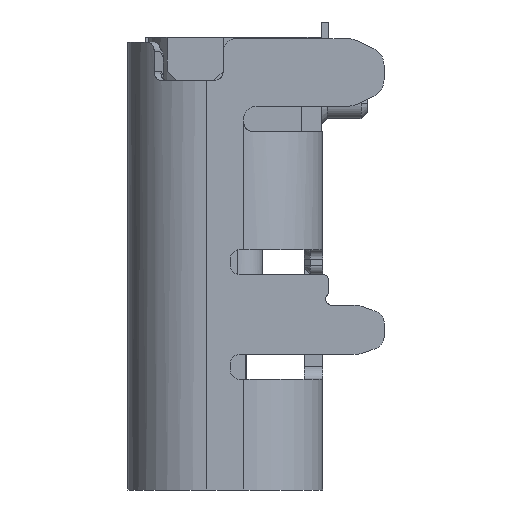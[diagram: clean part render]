
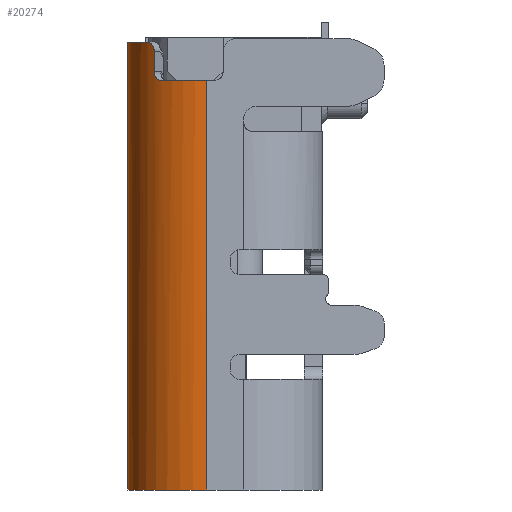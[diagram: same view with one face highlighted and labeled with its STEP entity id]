
A CAD part, left-side view. The second image highlights one B-rep face of the part: STEP entity #20274.
In plain terms, the highlighted cylindrical face has radius 1.28 mm (diameter 2.56 mm), a partial arc.
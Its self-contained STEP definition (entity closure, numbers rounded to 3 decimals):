
#13907=CARTESIAN_POINT('',(7.31,0.3,
-3.633));
#13908=DIRECTION('',(0.,0.,-1.));
#13909=DIRECTION('',(-0.657,0.754,0.));
#13910=AXIS2_PLACEMENT_3D('',#13907,#13908,#13909);
#13919=DIRECTION('',(0.,0.,1.));
#13920=VECTOR('',#13919,7.275);
#13921=CARTESIAN_POINT('',(7.31,1.58,
-10.908));
#13922=LINE('',#13921,#13920);
#13923=CARTESIAN_POINT('',(6.357,1.155,
-4.108));
#13924=CARTESIAN_POINT('',(6.357,1.155,
-4.123));
#13925=CARTESIAN_POINT('',(6.354,1.152,
-4.153));
#13926=CARTESIAN_POINT('',(6.34,1.135,
-4.197));
#13927=CARTESIAN_POINT('',(6.318,1.109,
-4.231));
#13928=CARTESIAN_POINT('',(6.29,1.074,
-4.253));
#13929=CARTESIAN_POINT('',(6.272,1.049,
-4.258));
#13930=CARTESIAN_POINT('',(6.263,1.036,
-4.258));
#13932=CARTESIAN_POINT('',(6.469,1.265,
-3.633));
#13933=CARTESIAN_POINT('',(6.456,1.253,
-3.633));
#13934=CARTESIAN_POINT('',(6.432,1.231,
-3.638));
#13935=CARTESIAN_POINT('',(6.399,1.2,
-3.66));
#13936=CARTESIAN_POINT('',(6.375,1.175,
-3.694));
#13937=CARTESIAN_POINT('',(6.361,1.158,
-3.737));
#13938=CARTESIAN_POINT('',(6.357,1.155,
-3.767));
#13939=CARTESIAN_POINT('',(6.357,1.155,
-3.783));
#13992=CARTESIAN_POINT('',(7.31,0.3,
-10.908));
#13993=DIRECTION('',(0.,0.,-1.));
#13994=DIRECTION('',(-1.,0.,0.));
#13995=AXIS2_PLACEMENT_3D('',#13992,#13993,#13994);
#14899=CARTESIAN_POINT('',(7.31,0.3,
-4.258));
#14900=DIRECTION('',(0.,0.,-1.));
#14901=DIRECTION('',(-1.,0.,0.));
#14902=AXIS2_PLACEMENT_3D('',#14899,#14900,#14901);
#15629=DIRECTION('',(0.,0.,-1.));
#15630=VECTOR('',#15629,6.65);
#15631=CARTESIAN_POINT('',(6.03,0.3,
-4.258));
#15632=LINE('',#15631,#15630);
#16630=DIRECTION('',(0.,0.,1.));
#16631=VECTOR('',#16630,0.325);
#16632=CARTESIAN_POINT('',(6.357,1.155,
-4.108));
#16633=LINE('',#16632,#16631);
#18383=CARTESIAN_POINT('',(7.31,1.58,
-3.633));
#18384=VERTEX_POINT('',#18383);
#18385=CARTESIAN_POINT('',(7.31,1.58,
-10.908));
#18386=VERTEX_POINT('',#18385);
#18885=CARTESIAN_POINT('',(6.03,0.3,
-10.908));
#18886=VERTEX_POINT('',#18885);
#18911=CARTESIAN_POINT('',(6.469,1.265,
-3.633));
#18912=VERTEX_POINT('',#18911);
#18913=VERTEX_POINT('',#13939);
#18914=CARTESIAN_POINT('',(6.357,1.155,
-4.108));
#18915=VERTEX_POINT('',#18914);
#18916=VERTEX_POINT('',#13930);
#18917=CARTESIAN_POINT('',(6.03,0.3,
-4.258));
#18918=VERTEX_POINT('',#18917);
#20254=CARTESIAN_POINT('',(7.31,0.3,
-3.487));
#20255=DIRECTION('',(0.,0.,-1.));
#20256=DIRECTION('',(-1.,0.,0.));
#20257=AXIS2_PLACEMENT_3D('',#20254,#20255,#20256);
#20258=CYLINDRICAL_SURFACE('',#20257,1.28);
#20259=ORIENTED_EDGE('',*,*,#19828,.F.);
#20261=ORIENTED_EDGE('',*,*,#20260,.F.);
#20263=ORIENTED_EDGE('',*,*,#20262,.F.);
#20265=ORIENTED_EDGE('',*,*,#20264,.T.);
#20267=ORIENTED_EDGE('',*,*,#20266,.F.);
#20269=ORIENTED_EDGE('',*,*,#20268,.T.);
#20270=ORIENTED_EDGE('',*,*,#20243,.F.);
#20271=ORIENTED_EDGE('',*,*,#20232,.T.);
#20272=EDGE_LOOP('',(#20259,#20261,#20263,#20265,#20267,#20269,#20270,#20271));
#20273=FACE_OUTER_BOUND('',#20272,.F.);
#20274=ADVANCED_FACE('',(#20273),#20258,.F.);
#13911=CIRCLE('',#13910,1.28);
#13931=B_SPLINE_CURVE_WITH_KNOTS('',3,(#13923,#13924,#13925,#13926,#13927,
#13928,#13929,#13930),.UNSPECIFIED.,.F.,.F.,(4,1,1,1,1,4),(0.,0.2,0.4,
0.6,0.8,1.),.UNSPECIFIED.);
#13940=B_SPLINE_CURVE_WITH_KNOTS('',3,(#13932,#13933,#13934,#13935,#13936,
#13937,#13938,#13939),.UNSPECIFIED.,.F.,.F.,(4,1,1,1,1,4),(0.,0.2,0.4,
0.6,0.8,1.),.UNSPECIFIED.);
#13996=CIRCLE('',#13995,1.28);
#14903=CIRCLE('',#14902,1.28);
#19828=EDGE_CURVE('',#18386,#18384,#13922,.T.);
#20232=EDGE_CURVE('',#18912,#18384,#13911,.T.);
#20243=EDGE_CURVE('',#18912,#18913,#13940,.T.);
#20260=EDGE_CURVE('',#18886,#18386,#13996,.T.);
#20262=EDGE_CURVE('',#18918,#18886,#15632,.T.);
#20264=EDGE_CURVE('',#18918,#18916,#14903,.T.);
#20266=EDGE_CURVE('',#18915,#18916,#13931,.T.);
#20268=EDGE_CURVE('',#18915,#18913,#16633,.T.);
